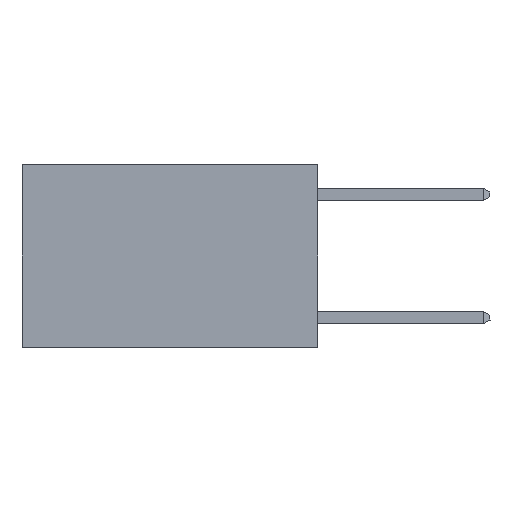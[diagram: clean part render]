
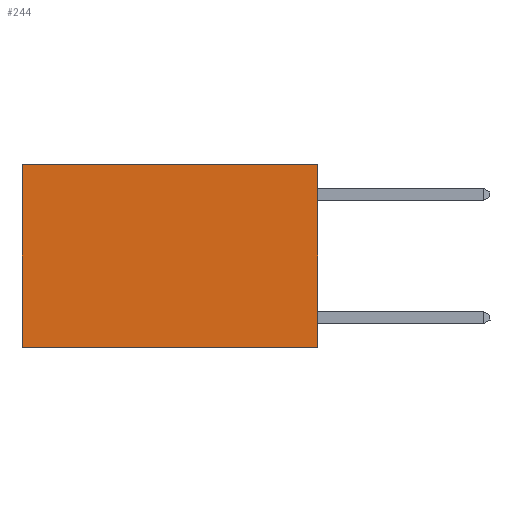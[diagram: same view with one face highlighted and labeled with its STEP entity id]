
A CAD part, left-side view. The second image highlights one B-rep face of the part: STEP entity #244.
In plain terms, the highlighted planar face has unit normal (-1, 0, 0).
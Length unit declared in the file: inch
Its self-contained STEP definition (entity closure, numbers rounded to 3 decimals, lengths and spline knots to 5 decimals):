
#244 = ADVANCED_FACE ( 'NONE', ( #5498 ), #6001, .F. ) ;
#283 = LINE ( 'NONE', #466, #4873 ) ;
#466 = CARTESIAN_POINT ( 'NONE',  ( 0.2625, 0., 0. ) ) ;
#1813 = VECTOR ( 'NONE', #10725, 39.37008 ) ;
#2677 = LINE ( 'NONE', #4558, #9063 ) ;
#2820 = CARTESIAN_POINT ( 'NONE',  ( 0.2625, 0., 0. ) ) ;
#2963 = VERTEX_POINT ( 'NONE', #2820 ) ;
#3374 = EDGE_CURVE ( 'NONE', #10762, #6187, #4470, .T. ) ;
#3396 = DIRECTION ( 'NONE',  ( 1., 0., 0. ) ) ;
#3882 = EDGE_CURVE ( 'NONE', #2963, #10762, #283, .T. ) ;
#3918 = EDGE_CURVE ( 'NONE', #2963, #5125, #11069, .T. ) ;
#4041 = EDGE_LOOP ( 'NONE', ( #11118, #4298, #4824, #7629 ) ) ;
#4298 = ORIENTED_EDGE ( 'NONE', *, *, #3374, .F. ) ;
#4470 = LINE ( 'NONE', #10434, #1813 ) ;
#4558 = CARTESIAN_POINT ( 'NONE',  ( 0.2625, 0.6, 0. ) ) ;
#4824 = ORIENTED_EDGE ( 'NONE', *, *, #3882, .F. ) ;
#4873 = VECTOR ( 'NONE', #8157, 39.37008 ) ;
#5125 = VERTEX_POINT ( 'NONE', #7196 ) ;
#5498 = FACE_OUTER_BOUND ( 'NONE', #4041, .T. ) ;
#6001 = PLANE ( 'NONE',  #10068 ) ;
#6187 = VERTEX_POINT ( 'NONE', #8427 ) ;
#7196 = CARTESIAN_POINT ( 'NONE',  ( 0.2625, 0.6, 0. ) ) ;
#7260 = DIRECTION ( 'NONE',  ( 0., 0., -1. ) ) ;
#7629 = ORIENTED_EDGE ( 'NONE', *, *, #3918, .T. ) ;
#7814 = EDGE_CURVE ( 'NONE', #5125, #6187, #2677, .T. ) ;
#8157 = DIRECTION ( 'NONE',  ( 0., 0., -1. ) ) ;
#8427 = CARTESIAN_POINT ( 'NONE',  ( 0.2625, 0.6, -0.37 ) ) ;
#8894 = VECTOR ( 'NONE', #10754, 39.37008 ) ;
#9063 = VECTOR ( 'NONE', #11314, 39.37008 ) ;
#9935 = CARTESIAN_POINT ( 'NONE',  ( 0.2625, 0., 0. ) ) ;
#10068 = AXIS2_PLACEMENT_3D ( 'NONE', #9935, #3396, #7260 ) ;
#10434 = CARTESIAN_POINT ( 'NONE',  ( 0.2625, 0., -0.37 ) ) ;
#10665 = CARTESIAN_POINT ( 'NONE',  ( 0.2625, 0., -0.37 ) ) ;
#10725 = DIRECTION ( 'NONE',  ( 0., 1., 0. ) ) ;
#10754 = DIRECTION ( 'NONE',  ( 0., 1., 0. ) ) ;
#10762 = VERTEX_POINT ( 'NONE', #10665 ) ;
#10933 = CARTESIAN_POINT ( 'NONE',  ( 0.2625, 0., 0. ) ) ;
#11069 = LINE ( 'NONE', #10933, #8894 ) ;
#11118 = ORIENTED_EDGE ( 'NONE', *, *, #7814, .T. ) ;
#11314 = DIRECTION ( 'NONE',  ( 0., 0., -1. ) ) ;
